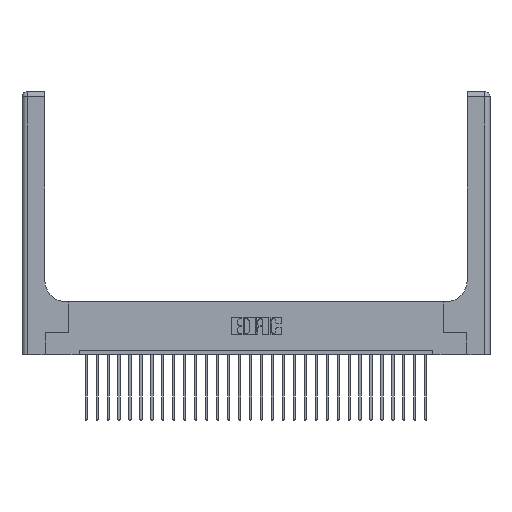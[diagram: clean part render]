
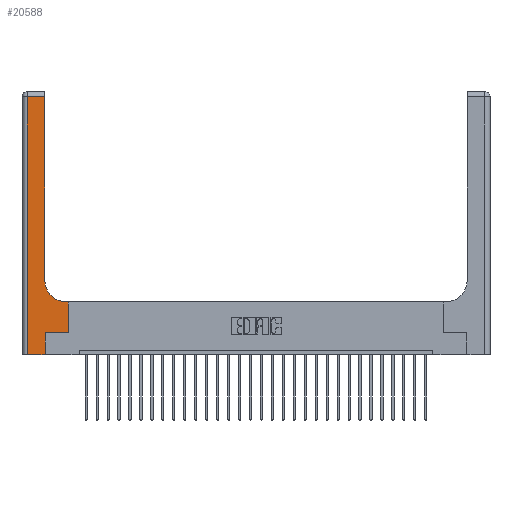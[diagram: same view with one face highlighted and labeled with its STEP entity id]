
A CAD part, top view. The second image highlights one B-rep face of the part: STEP entity #20588.
In plain terms, the highlighted planar face has unit normal (0, 0, 1).
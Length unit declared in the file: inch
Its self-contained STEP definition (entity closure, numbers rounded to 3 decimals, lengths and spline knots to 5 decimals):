
#263 = CARTESIAN_POINT ( 'NONE',  ( 0.265, 0., 0.37 ) ) ;
#393 = ORIENTED_EDGE ( 'NONE', *, *, #3670, .T. ) ;
#753 = CARTESIAN_POINT ( 'NONE',  ( 0.265, 0., 0.37 ) ) ;
#964 = ORIENTED_EDGE ( 'NONE', *, *, #6364, .T. ) ;
#1218 = VERTEX_POINT ( 'NONE', #7251 ) ;
#2129 = DIRECTION ( 'NONE',  ( 0., 1., 0. ) ) ;
#2520 = CARTESIAN_POINT ( 'NONE',  ( 0.26, 0.6, 0.37 ) ) ;
#2947 = ORIENTED_EDGE ( 'NONE', *, *, #15522, .T. ) ;
#3246 = DIRECTION ( 'NONE',  ( 1., 0., 0. ) ) ;
#3658 = VECTOR ( 'NONE', #26003, 39.37008 ) ;
#3670 = EDGE_CURVE ( 'NONE', #18644, #11654, #19460, .T. ) ;
#3781 = EDGE_CURVE ( 'NONE', #16622, #18644, #22946, .T. ) ;
#5676 = EDGE_CURVE ( 'NONE', #1218, #16622, #6337, .T. ) ;
#5784 = CARTESIAN_POINT ( 'NONE',  ( 0.528, 0.25, 0.37 ) ) ;
#6337 = LINE ( 'NONE', #26265, #7590 ) ;
#6364 = EDGE_CURVE ( 'NONE', #10606, #17197, #26062, .T. ) ;
#7181 = CARTESIAN_POINT ( 'NONE',  ( 0., 2.94, 0.37 ) ) ;
#7251 = CARTESIAN_POINT ( 'NONE',  ( 0.26, 0.85, 0.37 ) ) ;
#7476 = DIRECTION ( 'NONE',  ( -1., 0., 0. ) ) ;
#7590 = VECTOR ( 'NONE', #20345, 39.37008 ) ;
#7642 = DIRECTION ( 'NONE',  ( 0., 0., -1. ) ) ;
#8193 = EDGE_CURVE ( 'NONE', #24238, #17233, #25781, .T. ) ;
#8320 = VECTOR ( 'NONE', #11098, 39.37008 ) ;
#8508 = ORIENTED_EDGE ( 'NONE', *, *, #5676, .T. ) ;
#8980 = DIRECTION ( 'NONE',  ( 0., -1., 0. ) ) ;
#9449 = PLANE ( 'NONE',  #17276 ) ;
#10172 = ORIENTED_EDGE ( 'NONE', *, *, #14080, .T. ) ;
#10373 = VERTEX_POINT ( 'NONE', #11596 ) ;
#10606 = VERTEX_POINT ( 'NONE', #753 ) ;
#10650 = EDGE_CURVE ( 'NONE', #11654, #10606, #22080, .T. ) ;
#10688 = CARTESIAN_POINT ( 'NONE',  ( 0.26, 2.94, 0.37 ) ) ;
#11077 = VECTOR ( 'NONE', #12178, 39.37008 ) ;
#11098 = DIRECTION ( 'NONE',  ( -1., 0., 0. ) ) ;
#11393 = DIRECTION ( 'NONE',  ( 0., 1., 0. ) ) ;
#11505 = EDGE_LOOP ( 'NONE', ( #8508, #24902, #393, #20226, #964, #10172, #11817, #2947, #17374 ) ) ;
#11596 = CARTESIAN_POINT ( 'NONE',  ( 0.51, 0.6, 0.37 ) ) ;
#11654 = VERTEX_POINT ( 'NONE', #22724 ) ;
#11817 = ORIENTED_EDGE ( 'NONE', *, *, #8193, .T. ) ;
#12178 = DIRECTION ( 'NONE',  ( 1., 0., 0. ) ) ;
#12343 = CARTESIAN_POINT ( 'NONE',  ( 0.265, 0.25, 0.37 ) ) ;
#12890 = CARTESIAN_POINT ( 'NONE',  ( 0.06, 3., 0.37 ) ) ;
#12983 = VECTOR ( 'NONE', #2129, 39.37008 ) ;
#13515 = AXIS2_PLACEMENT_3D ( 'NONE', #16977, #21015, #3246 ) ;
#13544 = CARTESIAN_POINT ( 'NONE',  ( 0.528, 0.25, 0.37 ) ) ;
#13702 = CARTESIAN_POINT ( 'NONE',  ( 0., 0., 0.37 ) ) ;
#14063 = VECTOR ( 'NONE', #8980, 39.37008 ) ;
#14080 = EDGE_CURVE ( 'NONE', #17197, #24238, #24110, .T. ) ;
#15425 = CARTESIAN_POINT ( 'NONE',  ( 0.06, 2.94, 0.37 ) ) ;
#15474 = LINE ( 'NONE', #2520, #21486 ) ;
#15522 = EDGE_CURVE ( 'NONE', #17233, #10373, #15474, .T. ) ;
#16494 = DIRECTION ( 'NONE',  ( -1., 0., 0. ) ) ;
#16622 = VERTEX_POINT ( 'NONE', #10688 ) ;
#16977 = CARTESIAN_POINT ( 'NONE',  ( 0.51, 0.85, 0.37 ) ) ;
#17197 = VERTEX_POINT ( 'NONE', #18038 ) ;
#17233 = VERTEX_POINT ( 'NONE', #22048 ) ;
#17276 = AXIS2_PLACEMENT_3D ( 'NONE', #21758, #7642, #7476 ) ;
#17374 = ORIENTED_EDGE ( 'NONE', *, *, #20767, .T. ) ;
#18038 = CARTESIAN_POINT ( 'NONE',  ( 0.265, 0.25, 0.37 ) ) ;
#18415 = CIRCLE ( 'NONE', #13515, 0.25 ) ;
#18644 = VERTEX_POINT ( 'NONE', #15425 ) ;
#19460 = LINE ( 'NONE', #12890, #14063 ) ;
#20226 = ORIENTED_EDGE ( 'NONE', *, *, #10650, .T. ) ;
#20345 = DIRECTION ( 'NONE',  ( 0., 1., 0. ) ) ;
#20588 = ADVANCED_FACE ( 'NONE', ( #25722 ), #9449, .F. ) ;
#20767 = EDGE_CURVE ( 'NONE', #10373, #1218, #18415, .T. ) ;
#21015 = DIRECTION ( 'NONE',  ( 0., 0., -1. ) ) ;
#21486 = VECTOR ( 'NONE', #16494, 39.37008 ) ;
#21758 = CARTESIAN_POINT ( 'NONE',  ( 0., 3., 0.37 ) ) ;
#22048 = CARTESIAN_POINT ( 'NONE',  ( 0.528, 0.6, 0.37 ) ) ;
#22080 = LINE ( 'NONE', #13702, #3658 ) ;
#22233 = VECTOR ( 'NONE', #11393, 39.37008 ) ;
#22724 = CARTESIAN_POINT ( 'NONE',  ( 0.06, 0., 0.37 ) ) ;
#22946 = LINE ( 'NONE', #7181, #8320 ) ;
#24110 = LINE ( 'NONE', #12343, #11077 ) ;
#24238 = VERTEX_POINT ( 'NONE', #5784 ) ;
#24902 = ORIENTED_EDGE ( 'NONE', *, *, #3781, .T. ) ;
#25722 = FACE_OUTER_BOUND ( 'NONE', #11505, .T. ) ;
#25781 = LINE ( 'NONE', #13544, #22233 ) ;
#26003 = DIRECTION ( 'NONE',  ( 1., 0., 0. ) ) ;
#26062 = LINE ( 'NONE', #263, #12983 ) ;
#26265 = CARTESIAN_POINT ( 'NONE',  ( 0.26, 3., 0.37 ) ) ;
